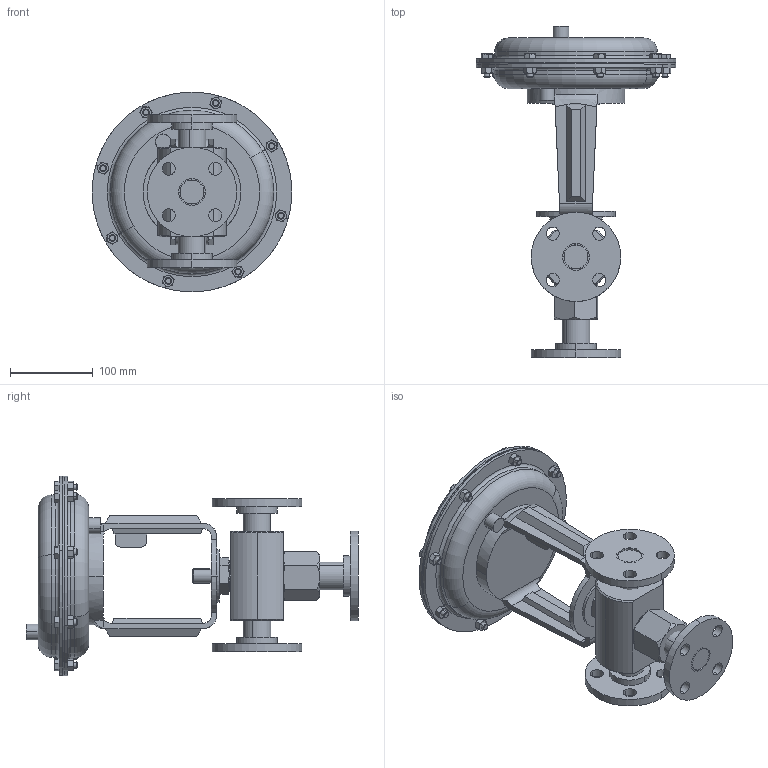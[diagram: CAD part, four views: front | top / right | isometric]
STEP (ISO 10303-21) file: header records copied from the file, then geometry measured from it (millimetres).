
FILE_DESCRIPTION (( 'STEP AP203' ), '1' );
FILE_NAME ('8000TSP-100-BR+CB+SB-R5-35M-16IQ.step', '2017-09-20T12:15:05', ( '' ), ( '' ), 'SwSTEP 2.0', 'SolidWorks 2014', '' );
FILE_SCHEMA (( 'CONFIG_CONTROL_DESIGN' ));
Length unit declared in the file: inch
Products named in the file (1): 8000TSP-100-BR+CB+SB-R5-35M-16IQ
Bounding box: 241.3 x 400.59 x 241.3 mm (x, y, z)
Volume: 3767120.1 mm3; surface area: 566359.9 mm2
Topology: 32 solids, 32 shells, 598 faces, 1307 edges, 798 vertices
Faces by surface type: plane 240, cone 222, cylinder 124, torus 10, bspline 2
Entity records: 17944 total; most frequent: CARTESIAN_POINT 5168, ORIENTED_EDGE 2614, DIRECTION 2599, EDGE_CURVE 1307, AXIS2_PLACEMENT_3D 1077, VERTEX_POINT 798, EDGE_LOOP 659, ADVANCED_FACE 598
